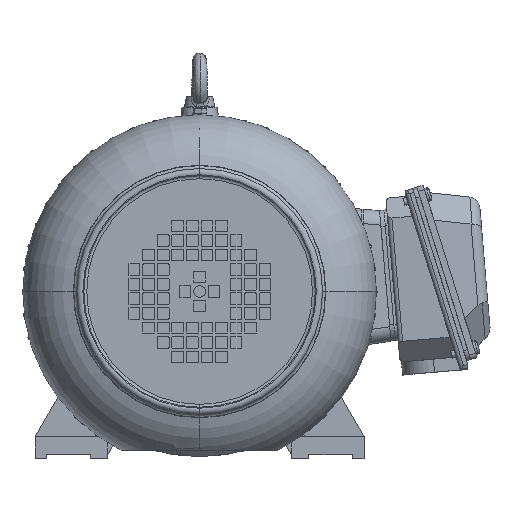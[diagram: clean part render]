
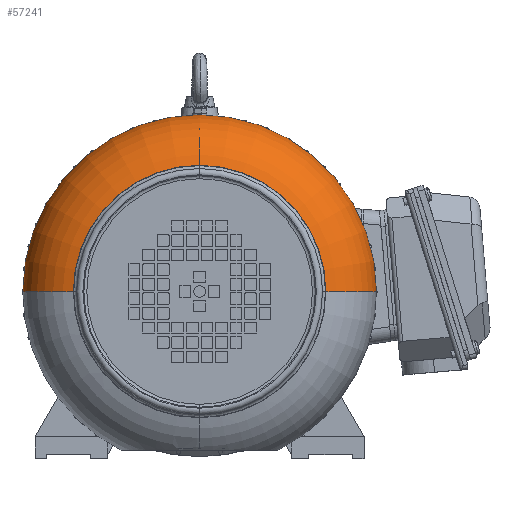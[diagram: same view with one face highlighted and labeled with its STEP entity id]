
A CAD part, top view. The second image highlights one B-rep face of the part: STEP entity #57241.
In plain terms, the highlighted toroidal (fillet/blend) face has major radius 75.5 mm and minor radius 46 mm.
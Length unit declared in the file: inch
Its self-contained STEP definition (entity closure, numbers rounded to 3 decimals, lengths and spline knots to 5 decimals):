
#1505 = CIRCLE ( 'NONE', #43790, 3.41514 ) ;
#1921 = AXIS2_PLACEMENT_3D ( 'NONE', #2273, #6624, #2063 ) ;
#2063 = DIRECTION ( 'NONE',  ( 1., 0., 0. ) ) ;
#2273 = CARTESIAN_POINT ( 'NONE',  ( -3.19005, 14.62174, 3.36817 ) ) ;
#2907 = AXIS2_PLACEMENT_3D ( 'NONE', #47709, #42373, #47098 ) ;
#2992 = ORIENTED_EDGE ( 'NONE', *, *, #43106, .T. ) ;
#3910 = AXIS2_PLACEMENT_3D ( 'NONE', #38587, #53097, #38998 ) ;
#4261 = CARTESIAN_POINT ( 'NONE',  ( -7.97351, 14.62174, 3.36817 ) ) ;
#5418 = TOROIDAL_SURFACE ( 'NONE', #1921, 2.97244, 1.81102 ) ;
#6624 = DIRECTION ( 'NONE',  ( 0., 0., 1. ) ) ;
#6817 = EDGE_CURVE ( 'NONE', #24946, #55817, #59689, .T. ) ;
#7929 = DIRECTION ( 'NONE',  ( 0., 1., 0. ) ) ;
#12690 = CARTESIAN_POINT ( 'NONE',  ( -6.16249, 14.62174, 3.36817 ) ) ;
#14128 = EDGE_CURVE ( 'NONE', #17533, #32211, #33671, .T. ) ;
#14316 = ORIENTED_EDGE ( 'NONE', *, *, #14128, .T. ) ;
#17533 = VERTEX_POINT ( 'NONE', #47573 ) ;
#18218 = EDGE_CURVE ( 'NONE', #24946, #32211, #28039, .T. ) ;
#18291 = DIRECTION ( 'NONE',  ( 0., 0., 1. ) ) ;
#21069 = CARTESIAN_POINT ( 'NONE',  ( 1.59342, 14.62174, 3.36817 ) ) ;
#22042 = DIRECTION ( 'NONE',  ( -1., 0., 0. ) ) ;
#22578 = DIRECTION ( 'NONE',  ( -1., 0., 0. ) ) ;
#24090 = EDGE_CURVE ( 'NONE', #28428, #17533, #1505, .T. ) ;
#24946 = VERTEX_POINT ( 'NONE', #21069 ) ;
#27191 = DIRECTION ( 'NONE',  ( 0., 0., -1. ) ) ;
#28039 = CIRCLE ( 'NONE', #3910, 1.81102 ) ;
#28428 = VERTEX_POINT ( 'NONE', #56120 ) ;
#30952 = AXIS2_PLACEMENT_3D ( 'NONE', #32775, #18291, #55775 ) ;
#31815 = AXIS2_PLACEMENT_3D ( 'NONE', #12690, #7929, #22578 ) ;
#32211 = VERTEX_POINT ( 'NONE', #44436 ) ;
#32775 = CARTESIAN_POINT ( 'NONE',  ( -3.19005, 14.62174, 3.36817 ) ) ;
#33671 = CIRCLE ( 'NONE', #2907, 3.41514 ) ;
#34068 = ORIENTED_EDGE ( 'NONE', *, *, #24090, .T. ) ;
#37165 = CARTESIAN_POINT ( 'NONE',  ( -3.19005, 14.62174, 5.12425 ) ) ;
#38587 = CARTESIAN_POINT ( 'NONE',  ( -0.21761, 14.62174, 3.36817 ) ) ;
#38993 = ORIENTED_EDGE ( 'NONE', *, *, #6817, .T. ) ;
#38998 = DIRECTION ( 'NONE',  ( 0., 0., -1. ) ) ;
#42373 = DIRECTION ( 'NONE',  ( 0., 0., -1. ) ) ;
#43106 = EDGE_CURVE ( 'NONE', #55817, #28428, #49269, .T. ) ;
#43790 = AXIS2_PLACEMENT_3D ( 'NONE', #37165, #27191, #22042 ) ;
#44436 = CARTESIAN_POINT ( 'NONE',  ( 0.22509, 14.62174, 5.12425 ) ) ;
#45412 = FACE_OUTER_BOUND ( 'NONE', #60743, .T. ) ;
#47098 = DIRECTION ( 'NONE',  ( -1., 0., 0. ) ) ;
#47573 = CARTESIAN_POINT ( 'NONE',  ( -3.19005, 18.03688, 5.12425 ) ) ;
#47709 = CARTESIAN_POINT ( 'NONE',  ( -3.19005, 14.62174, 5.12425 ) ) ;
#49269 = CIRCLE ( 'NONE', #31815, 1.81102 ) ;
#53097 = DIRECTION ( 'NONE',  ( 0., -1., 0. ) ) ;
#55775 = DIRECTION ( 'NONE',  ( 1., 0., 0. ) ) ;
#55817 = VERTEX_POINT ( 'NONE', #4261 ) ;
#56120 = CARTESIAN_POINT ( 'NONE',  ( -6.60519, 14.62174, 5.12425 ) ) ;
#57241 = ADVANCED_FACE ( 'NONE', ( #45412 ), #5418, .T. ) ;
#58048 = ORIENTED_EDGE ( 'NONE', *, *, #18218, .F. ) ;
#59689 = CIRCLE ( 'NONE', #30952, 4.78346 ) ;
#60743 = EDGE_LOOP ( 'NONE', ( #38993, #2992, #34068, #14316, #58048 ) ) ;
